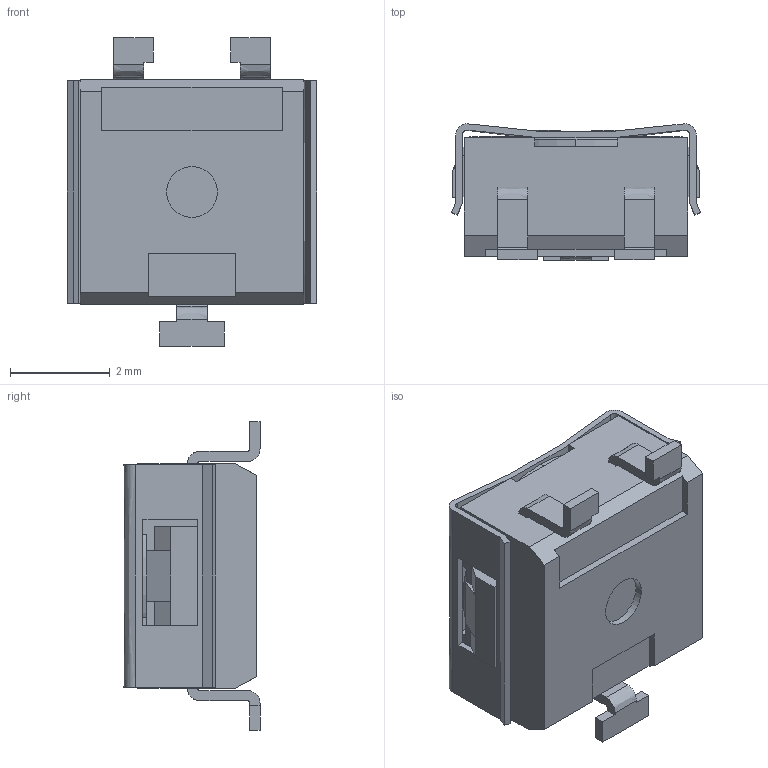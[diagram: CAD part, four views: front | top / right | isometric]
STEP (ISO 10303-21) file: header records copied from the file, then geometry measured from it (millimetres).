
FILE_DESCRIPTION(('STEP AP214'),'1');
FILE_NAME('3314g-1-104e.stp','2016-06-01T12:13:39',('TraceParts'),('TraceParts S.A.'),'Spatial InterOp 3D',' ',' ');
FILE_SCHEMA(('automotive_design'));
Length unit declared in the file: millimetre
Products named in the file (13): 3314G_POTASSY1_ASM|Next assembly relationship#3314G_SUBSTASSY1_ASM|Next assembly relationship#3314J_SUBST1;3314J_SUBST1; 3314G_POTASSY1_ASM|Next assembly relationship#3314G_SUBSTASSY1_ASM|Next assembly relationship#3314J_TERMR1;3314J_TERMR1; 3314G_POTASSY1_ASM|Next assembly relationship#3314G_SUBSTASSY1_ASM|Next assembly relationship#3314J_RESIST1;3314J_RESIST1; 3314G_POTASSY1_ASM|Next assembly relationship#3314G_SUBSTASSY1_ASM|Next assembly relationship#3314G_LDFRAME1;3314G_LDFRAME1; 3314G_POTASSY1_ASM|Next assembly relationship#3314J_RTRASSY1_ASM|Next assembly relationship#3314J_ROTOR1;3314J_ROTOR1; 3314G_POTASSY1_ASM|Next assembly relationship#3314J_RTRASSY1_ASM|Next assembly relationship#3314J_SPRING1;3314J_SPRING1; 3314G_POTASSY1_ASM|Next assembly relationship#3314J_RTRASSY1_ASM|Next assembly relationship#3314J_SEALRING1;3314J_SEALRING1; 3314G_POTASSY1_ASM|Next assembly relationship#3314J_HOUSING1;3314J_HOUSING1; 3314G_POTASSY1_ASM|Next assembly relationship#3314J_LID1R;3314J_LID1R
Bounding box: 5 x 2.73 x 6.2 mm (x, y, z)
Volume: 50.8 mm3; surface area: 335.3 mm2
Topology: 13 solids, 13 shells, 611 faces, 1636 edges, 1063 vertices
Faces by surface type: bspline 611
Entity records: 31053 total; most frequent: CARTESIAN_POINT 8807, ORIENTED_EDGE 3256, DIRECTION 1770, EDGE_CURVE 1628, STYLED_ITEM 1515, PRESENTATION_STYLE_ASSIGNMENT 1515, COLOUR_RGB 1515, LINE 1184
